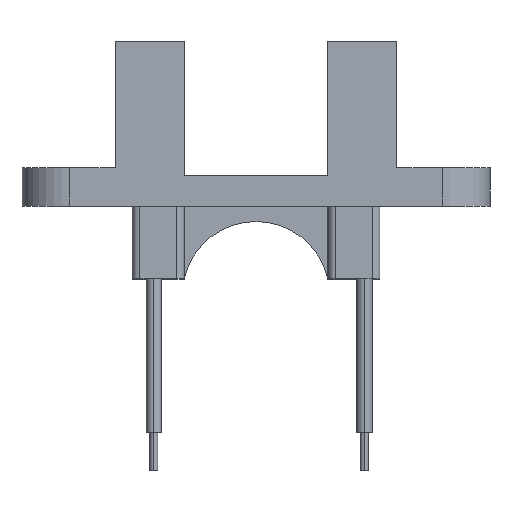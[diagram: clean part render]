
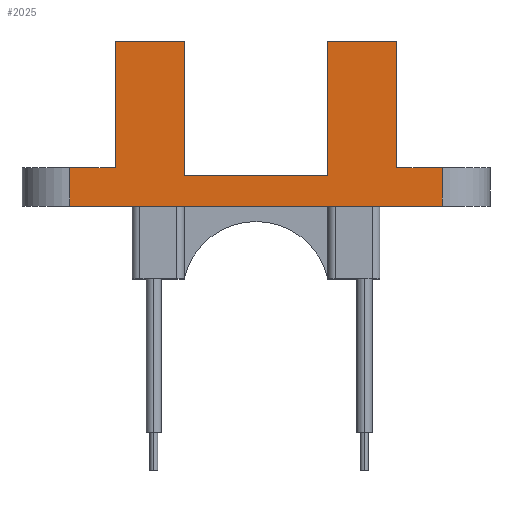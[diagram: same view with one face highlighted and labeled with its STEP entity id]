
A CAD part, top view. The second image highlights one B-rep face of the part: STEP entity #2025.
In plain terms, the highlighted planar face has unit normal (0, 0, 1).
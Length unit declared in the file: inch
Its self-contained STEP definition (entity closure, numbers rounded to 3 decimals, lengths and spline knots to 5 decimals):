
#128 = CARTESIAN_POINT ( 'NONE',  ( -0.485, 0.1, 0.125 ) ) ;
#138 = VERTEX_POINT ( 'NONE', #4686 ) ;
#213 = DIRECTION ( 'NONE',  ( 1., 0., 0. ) ) ;
#247 = VERTEX_POINT ( 'NONE', #488 ) ;
#291 = EDGE_CURVE ( 'NONE', #3935, #1155, #2411, .T. ) ;
#339 = EDGE_CURVE ( 'NONE', #247, #138, #2741, .T. ) ;
#386 = DIRECTION ( 'NONE',  ( 0., -1., 0. ) ) ;
#447 = ORIENTED_EDGE ( 'NONE', *, *, #5522, .F. ) ;
#455 = DIRECTION ( 'NONE',  ( 0., -1., 0. ) ) ;
#470 = EDGE_CURVE ( 'NONE', #3645, #2514, #4260, .T. ) ;
#488 = CARTESIAN_POINT ( 'NONE',  ( -0.3675, 0.1, 0.125 ) ) ;
#538 = EDGE_CURVE ( 'NONE', #138, #5417, #1072, .T. ) ;
#559 = ORIENTED_EDGE ( 'NONE', *, *, #4863, .T. ) ;
#620 = LINE ( 'NONE', #2818, #4914 ) ;
#642 = VECTOR ( 'NONE', #3991, 39.37008 ) ;
#664 = VECTOR ( 'NONE', #4884, 39.37008 ) ;
#681 = CARTESIAN_POINT ( 'NONE',  ( 0.3675, 0.43, 0.125 ) ) ;
#853 = CARTESIAN_POINT ( 'NONE',  ( -0.1875, -0.45069, 0.125 ) ) ;
#862 = VECTOR ( 'NONE', #1999, 39.37008 ) ;
#870 = EDGE_CURVE ( 'NONE', #2638, #1073, #4877, .T. ) ;
#873 = ORIENTED_EDGE ( 'NONE', *, *, #2930, .T. ) ;
#943 = AXIS2_PLACEMENT_3D ( 'NONE', #4532, #1936, #2369 ) ;
#1051 = DIRECTION ( 'NONE',  ( 1., 0., 0. ) ) ;
#1073 = VERTEX_POINT ( 'NONE', #4950 ) ;
#1072 = LINE ( 'NONE', #2359, #862 ) ;
#1142 = CARTESIAN_POINT ( 'NONE',  ( 0.3675, 0.1, 0.125 ) ) ;
#1155 = VERTEX_POINT ( 'NONE', #681 ) ;
#1317 = CARTESIAN_POINT ( 'NONE',  ( -0.1875, 0.08, 0.125 ) ) ;
#1381 = CARTESIAN_POINT ( 'NONE',  ( -0.3675, 0.43, 0.125 ) ) ;
#1398 = EDGE_CURVE ( 'NONE', #2638, #247, #2795, .T. ) ;
#1596 = LINE ( 'NONE', #3212, #2870 ) ;
#1716 = CARTESIAN_POINT ( 'NONE',  ( 0.3675, 0.43, 0.125 ) ) ;
#1780 = LINE ( 'NONE', #2746, #5254 ) ;
#1802 = VECTOR ( 'NONE', #2989, 39.37008 ) ;
#1936 = DIRECTION ( 'NONE',  ( 0., 0., -1. ) ) ;
#1984 = CARTESIAN_POINT ( 'NONE',  ( 0.485, 0.1, 0.125 ) ) ;
#1999 = DIRECTION ( 'NONE',  ( 0., -1., 0. ) ) ;
#2025 = ADVANCED_FACE ( 'NONE', ( #3664 ), #3565, .F. ) ;
#2118 = CARTESIAN_POINT ( 'NONE',  ( 0.485, 0., 0.125 ) ) ;
#2119 = VECTOR ( 'NONE', #455, 39.37008 ) ;
#2153 = ORIENTED_EDGE ( 'NONE', *, *, #339, .T. ) ;
#2359 = CARTESIAN_POINT ( 'NONE',  ( -0.485, 0.1, 0.125 ) ) ;
#2369 = DIRECTION ( 'NONE',  ( -1., 0., 0. ) ) ;
#2411 = LINE ( 'NONE', #3029, #3698 ) ;
#2505 = ORIENTED_EDGE ( 'NONE', *, *, #538, .T. ) ;
#2514 = VERTEX_POINT ( 'NONE', #1984 ) ;
#2523 = CARTESIAN_POINT ( 'NONE',  ( -0.3675, 0.43, 0.125 ) ) ;
#2588 = DIRECTION ( 'NONE',  ( 0., 1., 0. ) ) ;
#2638 = VERTEX_POINT ( 'NONE', #2523 ) ;
#2696 = VERTEX_POINT ( 'NONE', #5125 ) ;
#2708 = CARTESIAN_POINT ( 'NONE',  ( -0.485, 0., 0.125 ) ) ;
#2738 = LINE ( 'NONE', #1716, #1802 ) ;
#2741 = LINE ( 'NONE', #128, #664 ) ;
#2746 = CARTESIAN_POINT ( 'NONE',  ( 0.485, 0.1, 0.125 ) ) ;
#2770 = ORIENTED_EDGE ( 'NONE', *, *, #291, .F. ) ;
#2795 = LINE ( 'NONE', #3015, #2119 ) ;
#2818 = CARTESIAN_POINT ( 'NONE',  ( -0.3675, 0., 0.125 ) ) ;
#2870 = VECTOR ( 'NONE', #3646, 39.37008 ) ;
#2930 = EDGE_CURVE ( 'NONE', #5417, #4191, #620, .T. ) ;
#2989 = DIRECTION ( 'NONE',  ( 0., -1., 0. ) ) ;
#3015 = CARTESIAN_POINT ( 'NONE',  ( -0.3675, 0.43, 0.125 ) ) ;
#3029 = CARTESIAN_POINT ( 'NONE',  ( -0.3675, 0.43, 0.125 ) ) ;
#3074 = VECTOR ( 'NONE', #213, 39.37008 ) ;
#3163 = CARTESIAN_POINT ( 'NONE',  ( 0.485, 0.1, 0.125 ) ) ;
#3212 = CARTESIAN_POINT ( 'NONE',  ( 0.1875, -0.45069, 0.125 ) ) ;
#3236 = DIRECTION ( 'NONE',  ( 1., 0., 0. ) ) ;
#3346 = VECTOR ( 'NONE', #4918, 39.37008 ) ;
#3433 = CARTESIAN_POINT ( 'NONE',  ( -0.1875, 0.08, 0.125 ) ) ;
#3440 = VERTEX_POINT ( 'NONE', #3433 ) ;
#3506 = ORIENTED_EDGE ( 'NONE', *, *, #3835, .F. ) ;
#3559 = VECTOR ( 'NONE', #2588, 39.37008 ) ;
#3565 = PLANE ( 'NONE',  #943 ) ;
#3645 = VERTEX_POINT ( 'NONE', #1142 ) ;
#3646 = DIRECTION ( 'NONE',  ( 0., 1., 0. ) ) ;
#3664 = FACE_OUTER_BOUND ( 'NONE', #4475, .T. ) ;
#3698 = VECTOR ( 'NONE', #1051, 39.37008 ) ;
#3835 = EDGE_CURVE ( 'NONE', #1155, #3645, #2738, .T. ) ;
#3859 = EDGE_CURVE ( 'Edge1', #3440, #1073, #5080, .T. ) ;
#3935 = VERTEX_POINT ( 'NONE', #4438 ) ;
#3937 = ORIENTED_EDGE ( 'NONE', *, *, #470, .F. ) ;
#3991 = DIRECTION ( 'NONE',  ( -1., 0., 0. ) ) ;
#4033 = EDGE_CURVE ( 'NONE', #2696, #3935, #1596, .T. ) ;
#4191 = VERTEX_POINT ( 'NONE', #2118 ) ;
#4260 = LINE ( 'NONE', #3163, #3074 ) ;
#4438 = CARTESIAN_POINT ( 'NONE',  ( 0.1875, 0.43, 0.125 ) ) ;
#4462 = ORIENTED_EDGE ( 'NONE', *, *, #4033, .F. ) ;
#4475 = EDGE_LOOP ( 'NONE', ( #2770, #4462, #559, #4644, #5368, #5350, #2153, #2505, #873, #447, #3937, #3506 ) ) ;
#4499 = LINE ( 'NONE', #1317, #642 ) ;
#4532 = CARTESIAN_POINT ( 'NONE',  ( -0.3675, 0.43, 0.125 ) ) ;
#4644 = ORIENTED_EDGE ( 'NONE', *, *, #3859, .T. ) ;
#4686 = CARTESIAN_POINT ( 'NONE',  ( -0.485, 0.1, 0.125 ) ) ;
#4863 = EDGE_CURVE ( 'NONE', #2696, #3440, #4499, .T. ) ;
#4877 = LINE ( 'NONE', #1381, #3346 ) ;
#4884 = DIRECTION ( 'NONE',  ( -1., 0., 0. ) ) ;
#4914 = VECTOR ( 'NONE', #3236, 39.37008 ) ;
#4918 = DIRECTION ( 'NONE',  ( 1., 0., 0. ) ) ;
#4950 = CARTESIAN_POINT ( 'NONE',  ( -0.1875, 0.43, 0.125 ) ) ;
#5080 = LINE ( 'NONE', #853, #3559 ) ;
#5125 = CARTESIAN_POINT ( 'NONE',  ( 0.1875, 0.08, 0.125 ) ) ;
#5254 = VECTOR ( 'NONE', #386, 39.37008 ) ;
#5350 = ORIENTED_EDGE ( 'NONE', *, *, #1398, .T. ) ;
#5368 = ORIENTED_EDGE ( 'NONE', *, *, #870, .F. ) ;
#5417 = VERTEX_POINT ( 'NONE', #2708 ) ;
#5522 = EDGE_CURVE ( 'NONE', #2514, #4191, #1780, .T. ) ;
